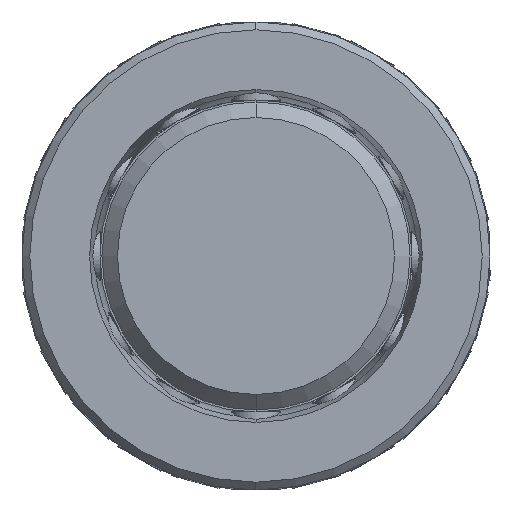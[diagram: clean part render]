
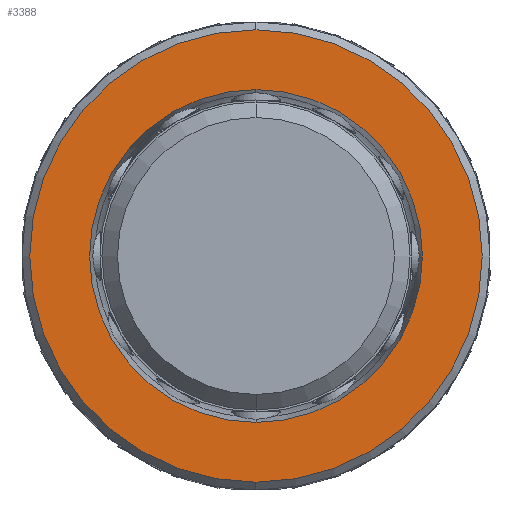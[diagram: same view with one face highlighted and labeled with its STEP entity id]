
A CAD part, front view. The second image highlights one B-rep face of the part: STEP entity #3388.
In plain terms, the highlighted planar face has unit normal (0, -1, 0).
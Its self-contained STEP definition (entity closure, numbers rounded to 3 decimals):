
#418 = CIRCLE ( 'NONE', #16359, 29. ) ;
#551 = AXIS2_PLACEMENT_3D ( 'NONE', #6140, #21771, #14963 ) ;
#2736 = FACE_OUTER_BOUND ( 'NONE', #24302, .T. ) ;
#2950 = CIRCLE ( 'NONE', #27987, 21.34 ) ;
#3028 = DIRECTION ( 'NONE',  ( 0., -1., 0. ) ) ;
#3388 = ADVANCED_FACE ( 'NONE', ( #6169, #2736 ), #19854, .F. ) ;
#6140 = CARTESIAN_POINT ( 'NONE',  ( 226.174, -6.032, 0. ) ) ;
#6169 = FACE_BOUND ( 'NONE', #14977, .T. ) ;
#6626 = CARTESIAN_POINT ( 'NONE',  ( 197.174, -6.032, 0. ) ) ;
#6886 = CARTESIAN_POINT ( 'NONE',  ( 226.174, -6.032, -21.34 ) ) ;
#8037 = ORIENTED_EDGE ( 'NONE', *, *, #25255, .T. ) ;
#8270 = DIRECTION ( 'NONE',  ( 0., 0., -1. ) ) ;
#9331 = CARTESIAN_POINT ( 'NONE',  ( 226.174, -6.032, 21.34 ) ) ;
#9686 = CIRCLE ( 'NONE', #26478, 21.34 ) ;
#9947 = VERTEX_POINT ( 'NONE', #21271 ) ;
#10655 = CARTESIAN_POINT ( 'NONE',  ( 226.174, -6.032, 0. ) ) ;
#10938 = DIRECTION ( 'NONE',  ( 0., 1., 0. ) ) ;
#11092 = ORIENTED_EDGE ( 'NONE', *, *, #19456, .T. ) ;
#12021 = CARTESIAN_POINT ( 'NONE',  ( 226.174, -6.032, 0. ) ) ;
#13061 = DIRECTION ( 'NONE',  ( 0., 0., 1. ) ) ;
#13386 = EDGE_CURVE ( 'NONE', #20145, #20885, #2950, .T. ) ;
#14879 = AXIS2_PLACEMENT_3D ( 'NONE', #6626, #10938, #13061 ) ;
#14963 = DIRECTION ( 'NONE',  ( 0., 0., -1. ) ) ;
#14977 = EDGE_LOOP ( 'NONE', ( #19852, #20837 ) ) ;
#16195 = CARTESIAN_POINT ( 'NONE',  ( 226.174, -6.032, 29. ) ) ;
#16359 = AXIS2_PLACEMENT_3D ( 'NONE', #18275, #3028, #22502 ) ;
#16734 = VERTEX_POINT ( 'NONE', #16195 ) ;
#18275 = CARTESIAN_POINT ( 'NONE',  ( 226.174, -6.032, 0. ) ) ;
#19456 = EDGE_CURVE ( 'NONE', #16734, #9947, #22764, .T. ) ;
#19571 = DIRECTION ( 'NONE',  ( 0., -1., 0. ) ) ;
#19852 = ORIENTED_EDGE ( 'NONE', *, *, #13386, .F. ) ;
#19854 = PLANE ( 'NONE',  #14879 ) ;
#20145 = VERTEX_POINT ( 'NONE', #6886 ) ;
#20837 = ORIENTED_EDGE ( 'NONE', *, *, #23112, .F. ) ;
#20885 = VERTEX_POINT ( 'NONE', #9331 ) ;
#21271 = CARTESIAN_POINT ( 'NONE',  ( 226.174, -6.032, -29. ) ) ;
#21771 = DIRECTION ( 'NONE',  ( 0., -1., 0. ) ) ;
#22502 = DIRECTION ( 'NONE',  ( 0., 0., -1. ) ) ;
#22764 = CIRCLE ( 'NONE', #551, 29. ) ;
#23032 = DIRECTION ( 'NONE',  ( 0., 0., -1. ) ) ;
#23112 = EDGE_CURVE ( 'NONE', #20885, #20145, #9686, .T. ) ;
#24302 = EDGE_LOOP ( 'NONE', ( #11092, #8037 ) ) ;
#25255 = EDGE_CURVE ( 'NONE', #9947, #16734, #418, .T. ) ;
#25349 = DIRECTION ( 'NONE',  ( 0., -1., 0. ) ) ;
#26478 = AXIS2_PLACEMENT_3D ( 'NONE', #10655, #19571, #8270 ) ;
#27987 = AXIS2_PLACEMENT_3D ( 'NONE', #12021, #25349, #23032 ) ;
